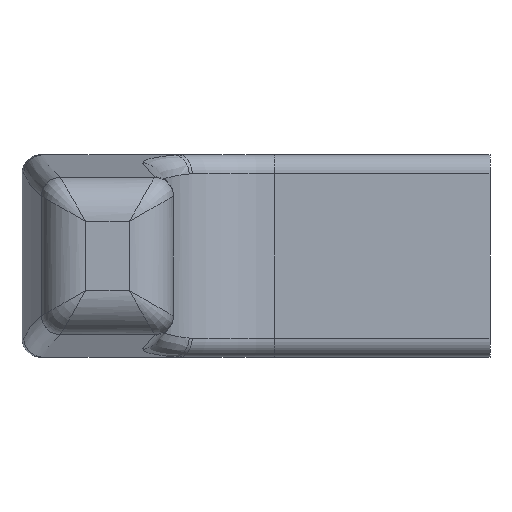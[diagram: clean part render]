
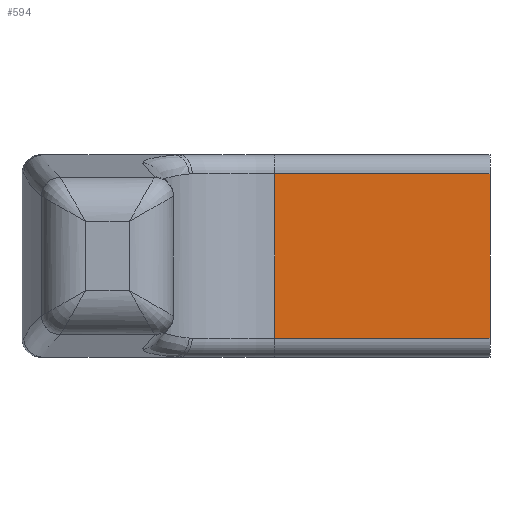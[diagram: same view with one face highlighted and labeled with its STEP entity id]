
A CAD part, left-side view. The second image highlights one B-rep face of the part: STEP entity #594.
In plain terms, the highlighted planar face has unit normal (-1, 0, 0).
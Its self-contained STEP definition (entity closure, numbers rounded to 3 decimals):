
#416=VERTEX_POINT('',#1203);
#484=VERTEX_POINT('',#1282);
#560=EDGE_CURVE('',#1054,#484,#1362,.T.);
#594=ADVANCED_FACE('',(#1400),#1401,.T.);
#622=EDGE_CURVE('',#416,#484,#1431,.T.);
#672=VERTEX_POINT('',#1490);
#1000=EDGE_CURVE('',#672,#1054,#1858,.T.);
#1054=VERTEX_POINT('',#1916);
#1112=EDGE_CURVE('',#416,#672,#1977,.T.);
#1203=CARTESIAN_POINT('',(-8.0,0.0,6.5));
#1282=CARTESIAN_POINT('',(-8.0,0.0,-6.5));
#1362=LINE('',#3623,#3624);
#1400=FACE_OUTER_BOUND('',#4141,.T.);
#1401=PLANE('',#4142);
#1431=LINE('',#4269,#4270);
#1490=CARTESIAN_POINT('',(-8.0,17.0,6.5));
#1858=LINE('',#7637,#7638);
#1916=CARTESIAN_POINT('',(-8.0,17.0,-6.5));
#1977=LINE('',#8089,#8090);
#3623=CARTESIAN_POINT('',(-8.0,0.0,-6.5));
#3624=VECTOR('',#8885,1000.0);
#4141=EDGE_LOOP('',(#8925,#8926,#8927,#8928));
#4142=AXIS2_PLACEMENT_3D('',#8929,#8930,#8931);
#4269=CARTESIAN_POINT('',(-8.0,0.0,-8.0));
#4270=VECTOR('',#8955,1000.0);
#7637=CARTESIAN_POINT('',(-8.0,17.0,-8.0));
#7638=VECTOR('',#9428,1000.0);
#8089=CARTESIAN_POINT('',(-8.0,0.0,6.5));
#8090=VECTOR('',#9520,1000.0);
#8885=DIRECTION('',(0.0,-1.0,0.0));
#8925=ORIENTED_EDGE('',*,*,#622,.F.);
#8926=ORIENTED_EDGE('',*,*,#1112,.T.);
#8927=ORIENTED_EDGE('',*,*,#1000,.T.);
#8928=ORIENTED_EDGE('',*,*,#560,.T.);
#8929=CARTESIAN_POINT('',(-8.0,0.0,-8.0));
#8930=DIRECTION('',(-1.0,0.0,0.0));
#8931=DIRECTION('',(0.0,0.0,1.0));
#8955=DIRECTION('',(0.0,0.0,-1.0));
#9428=DIRECTION('',(0.0,0.0,-1.0));
#9520=DIRECTION('',(0.0,1.0,0.0));
